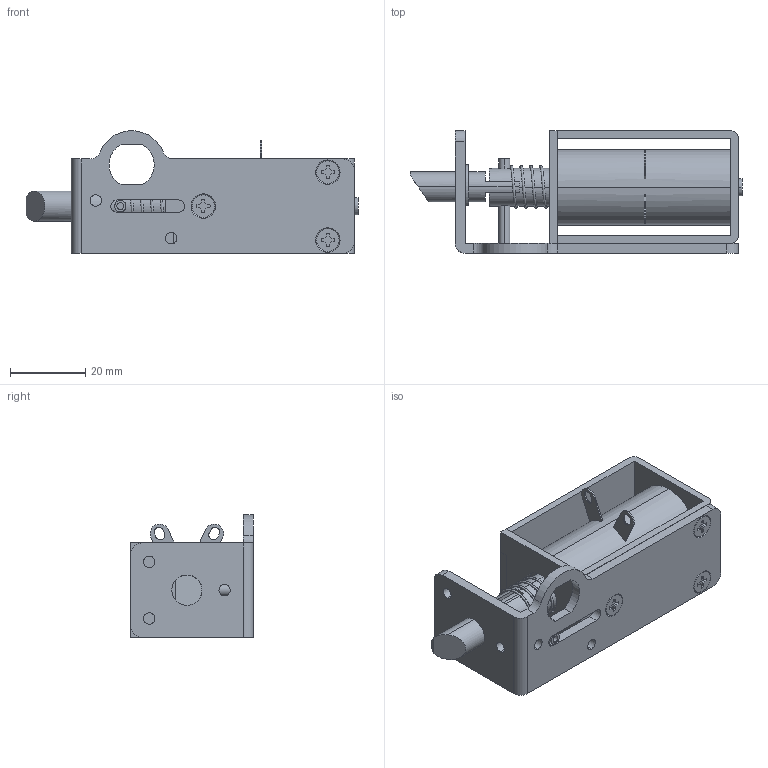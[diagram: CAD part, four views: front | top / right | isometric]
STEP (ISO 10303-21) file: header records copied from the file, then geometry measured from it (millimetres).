
FILE_DESCRIPTION (( 'STEP AP214' ), '1' );
FILE_NAME ('TL_259_2R.STEP', '2016-02-25T08:06:17', ( '' ), ( '' ), 'SwSTEP 2.0', 'SolidWorks 2015', '' );
FILE_SCHEMA (( 'AUTOMOTIVE_DESIGN' ));
Length unit declared in the file: millimetre
Products named in the file (9): screw; spring; solenoid_2; solenoid_1; retainer; pin; latch; base; TL_259_2R
Assembly tree (10 placements, depth 2):
  TL_259_2R
    base
    latch
    pin
    retainer
    solenoid_1
    solenoid_2
    spring
    screw  x3
Bounding box: 88 x 32.5 x 32.5 mm (x, y, z)
Volume: 30559.8 mm3; surface area: 19796.6 mm2
Topology: 10 solids, 10 shells, 256 faces, 664 edges, 438 vertices
Faces by surface type: plane 141, cylinder 89, cone 20, bspline 6
Entity records: 7750 total; most frequent: CARTESIAN_POINT 2377, DIRECTION 1045, ORIENTED_EDGE 1036, EDGE_CURVE 518, AXIS2_PLACEMENT_3D 374, VERTEX_POINT 342, VECTOR 297, LINE 297
